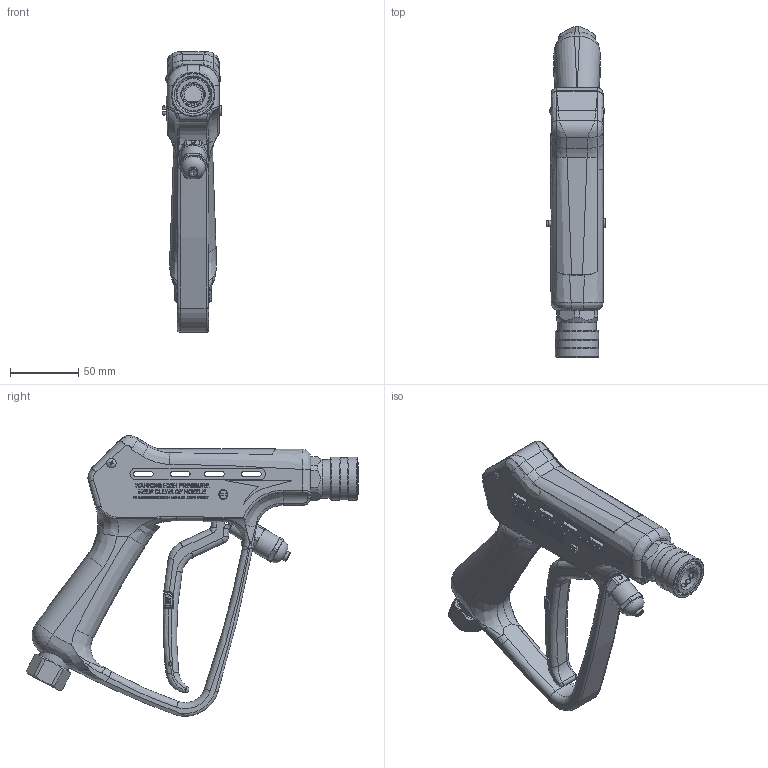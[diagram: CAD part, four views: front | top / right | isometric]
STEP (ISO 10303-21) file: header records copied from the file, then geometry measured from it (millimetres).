
FILE_DESCRIPTION(/* description */ ('Unknown'),/* implementation_level */ '2;1');
FILE_NAME(/* name */ '203100810',/* time_stamp */ '2018-11-13T08:26:21+01:00',/* author */ ('Unknown'),/* organization */ ('Unknown'),/* preprocessor_version */ 'ST-DEVELOPER v16.7',/* originating_system */ 'DEX',/* authorisation */ $);
FILE_SCHEMA (('AUTOMOTIVE_DESIGN {1 0 10303 214 3 1 1}'));
Length unit declared in the file: millimetre
Products named in the file (1): Part6
Bounding box: 43.59 x 242.87 x 205.25 mm (x, y, z)
Volume: 294077.8 mm3; surface area: 119031.5 mm2
Topology: 1 solids, 1 shells, 2474 faces, 6529 edges, 4247 vertices
Faces by surface type: plane 1433, bspline 652, cylinder 274, cone 47, torus 37, sphere 31
Full cylindrical faces by diameter (mm): 2.9 x1, 3 x4, 3.02 x1, 3.5 x2, 4 x3, 4.1 x1, 4.2 x12, 5 x2, 6.1 x1, 6.45 x2, 6.5 x2, 6.9 x2, 7 x5, 8 x1, 12 x1, 13 x1, 15.33 x1, 15.9 x1, 16.5 x1, 18 x1, 18.1 x2, 18.7 x1, 19 x1, 19.14 x1, 20.3 x2, 21.5 x2, 21.8 x1, 23.6 x2, 24 x1, 24.35 x1
Entity records: 106176 total; most frequent: CARTESIAN_POINT 35126, ORIENTED_EDGE 12534, DIRECTION 8165, EDGE_CURVE 6267, VERTEX_POINT 4163, LINE 3237, VECTOR 3237, EDGE_LOOP 2914
